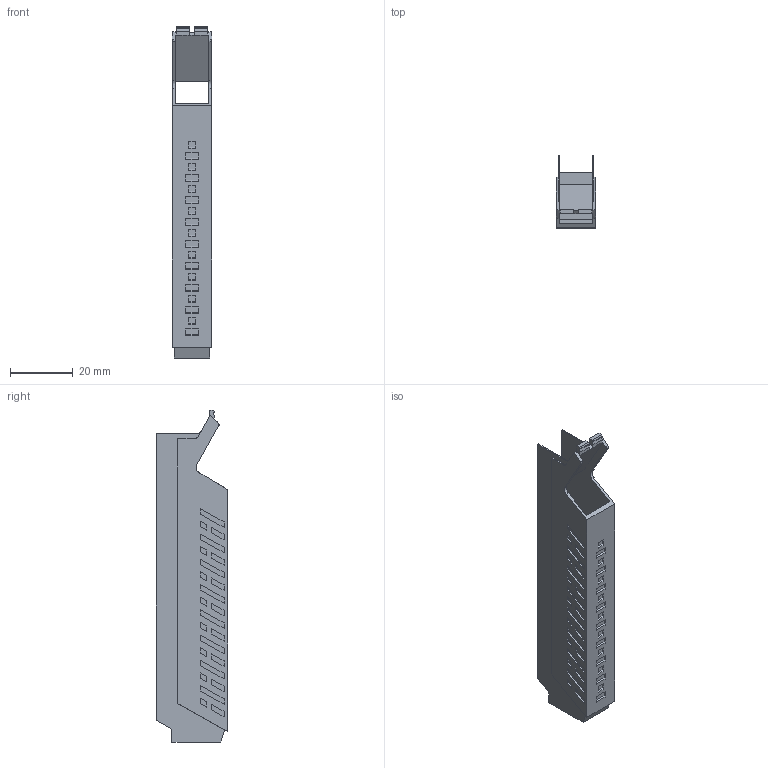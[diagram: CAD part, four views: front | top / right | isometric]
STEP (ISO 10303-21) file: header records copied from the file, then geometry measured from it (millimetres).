
FILE_DESCRIPTION(('CATIA V5 STEP Exchange','CAx-IF Rec.Pracs.--- Model Styling and Organization---1.4--- 2014-01-23'),'2;1');
FILE_NAME ('D1347309_1', '2018-11-05T10:34:27+00:00', ('none'), ('Weidmueller'), 'CATIA Version 5-6 Release 2016 SP3 HF44', 'CATIA V5 STEP AP214', 'none');
FILE_SCHEMA(('AUTOMOTIVE_DESIGN { 1 0 10303 214 1 1 1 1 }'));
Length unit declared in the file: millimetre
Products named in the file (1): 2638340000
Bounding box: 12.5 x 22.76 x 105.49 mm (x, y, z)
Volume: 4197.4 mm3; surface area: 11577.6 mm2
Topology: 1 solids, 1 shells, 392 faces, 1033 edges, 707 vertices
Faces by surface type: plane 380, cylinder 9, extrusion 3
Entity records: 11221 total; most frequent: CARTESIAN_POINT 2298, ORIENTED_EDGE 2066, DIRECTION 1171, EDGE_CURVE 1033, VECTOR 877, LINE 874, VERTEX_POINT 707, EDGE_LOOP 458
